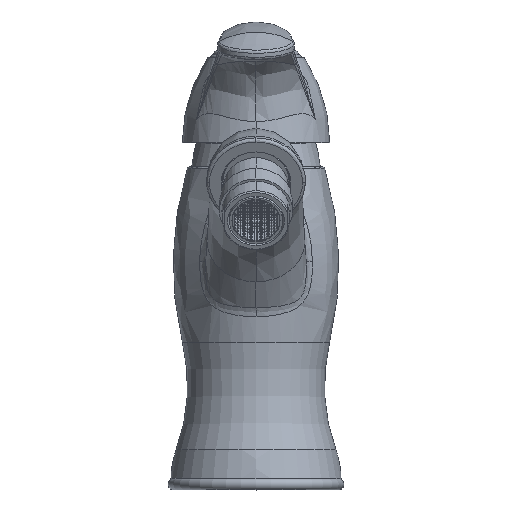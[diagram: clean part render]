
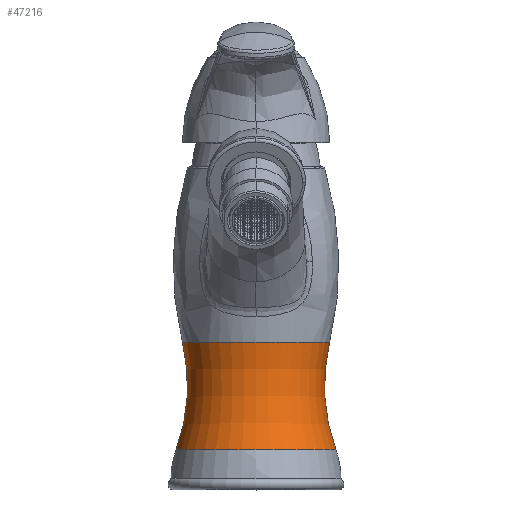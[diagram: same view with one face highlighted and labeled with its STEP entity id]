
A CAD part, top view. The second image highlights one B-rep face of the part: STEP entity #47216.
In plain terms, the highlighted toroidal (fillet/blend) face has major radius 89.442 mm and minor radius 65.3 mm.
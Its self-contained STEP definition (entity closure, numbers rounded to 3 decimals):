
#3522=CARTESIAN_POINT('',(0.,48.013,0.));
#3523=DIRECTION('',(0.,-1.,0.));
#3524=DIRECTION('',(1.,0.,0.));
#3525=AXIS2_PLACEMENT_3D('',#3522,#3523,#3524);
#10288=CARTESIAN_POINT('',(0.,10.121,0.));
#10289=DIRECTION('',(0.,-1.,0.));
#10290=DIRECTION('',(1.,0.,0.));
#10291=AXIS2_PLACEMENT_3D('',#10288,#10289,#10290);
#10293=CARTESIAN_POINT('',(89.442,32.755,
0.));
#10294=DIRECTION('',(0.,0.,-1.));
#10295=DIRECTION('',(-0.938,-0.347,0.));
#10296=AXIS2_PLACEMENT_3D('',#10293,#10294,#10295);
#10298=CARTESIAN_POINT('',(-89.442,32.755,
0.));
#10299=DIRECTION('',(0.,0.,1.));
#10300=DIRECTION('',(0.938,-0.347,0.));
#10301=AXIS2_PLACEMENT_3D('',#10298,#10299,#10300);
#25518=CARTESIAN_POINT('',(28.19,10.121,0.));
#25520=VERTEX_POINT('',#25518);
#25521=CARTESIAN_POINT('',(25.95,48.013,0.));
#25522=VERTEX_POINT('',#25521);
#25524=CARTESIAN_POINT('',(-28.19,10.121,0.));
#25526=VERTEX_POINT('',#25524);
#25527=CARTESIAN_POINT('',(-25.95,48.013,0.));
#25528=VERTEX_POINT('',#25527);
#47203=CARTESIAN_POINT('',(0.,32.755,0.));
#47204=DIRECTION('',(0.,-1.,0.));
#47205=DIRECTION('',(-1.,0.,0.));
#47206=AXIS2_PLACEMENT_3D('',#47203,#47204,#47205);
#47207=TOROIDAL_SURFACE('',#47206,89.442,65.3);
#47209=ORIENTED_EDGE('',*,*,#47208,.F.);
#47210=ORIENTED_EDGE('',*,*,#47186,.T.);
#47212=ORIENTED_EDGE('',*,*,#47211,.T.);
#47213=ORIENTED_EDGE('',*,*,#34138,.F.);
#47214=EDGE_LOOP('',(#47209,#47210,#47212,#47213));
#47215=FACE_OUTER_BOUND('',#47214,.F.);
#47216=ADVANCED_FACE('',(#47215),#47207,.F.);
#3526=CIRCLE('',#3525,25.95);
#10292=CIRCLE('',#10291,28.19);
#10297=CIRCLE('',#10296,65.3);
#10302=CIRCLE('',#10301,65.3);
#34138=EDGE_CURVE('',#25522,#25528,#3526,.T.);
#47186=EDGE_CURVE('',#25520,#25526,#10292,.T.);
#47208=EDGE_CURVE('',#25520,#25522,#10297,.T.);
#47211=EDGE_CURVE('',#25526,#25528,#10302,.T.);
